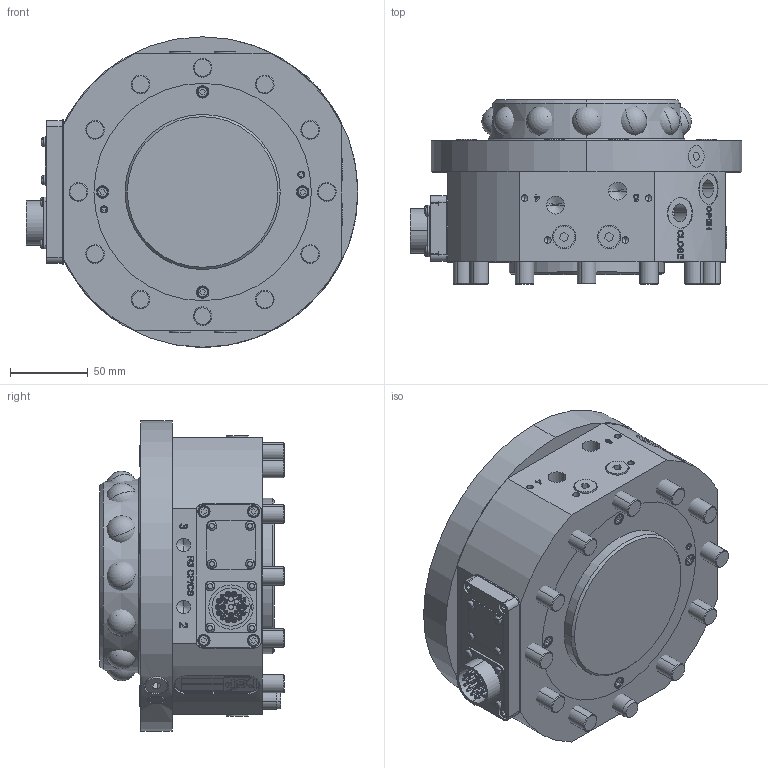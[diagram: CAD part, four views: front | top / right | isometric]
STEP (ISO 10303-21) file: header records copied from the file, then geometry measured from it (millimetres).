
FILE_DESCRIPTION (( 'STEP AP203' ), '1' );
FILE_NAME ('P0603.STEP', '2020-06-02T12:36:32', ( '' ), ( '' ), 'SwSTEP 2.0', 'SolidWorks 2019', '' );
FILE_SCHEMA (( 'CONFIG_CONTROL_DESIGN' ));
Length unit declared in the file: millimetre
Products named in the file (1): P0603
Bounding box: 213.7 x 118.75 x 200 mm (x, y, z)
Volume: 2817811.7 mm3; surface area: 421779.5 mm2
Topology: 114 solids, 115 shells, 2532 faces, 5840 edges, 3750 vertices
Faces by surface type: plane 1014, cylinder 814, bspline 303, cone 267, torus 110, sphere 24
Entity records: 88917 total; most frequent: CARTESIAN_POINT 32057, DIRECTION 11542, ORIENTED_EDGE 11460, EDGE_CURVE 5730, AXIS2_PLACEMENT_3D 4259, VERTEX_POINT 3714, VECTOR 3024, LINE 3024
